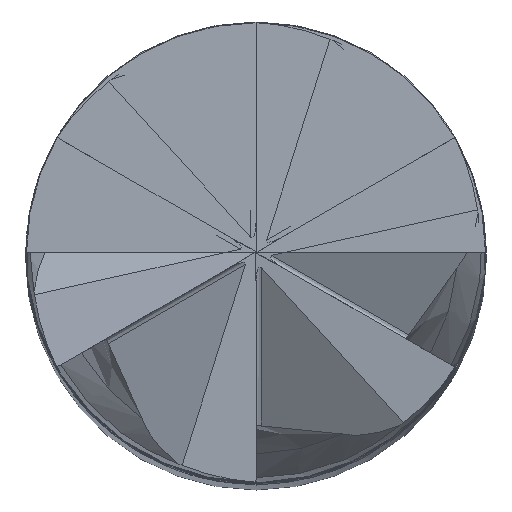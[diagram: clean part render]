
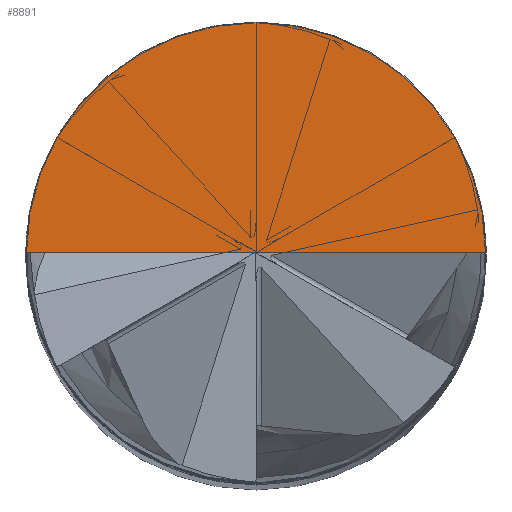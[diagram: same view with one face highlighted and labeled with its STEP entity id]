
A CAD part, top view. The second image highlights one B-rep face of the part: STEP entity #8891.
In plain terms, the highlighted planar face has unit normal (0, 0, 1).
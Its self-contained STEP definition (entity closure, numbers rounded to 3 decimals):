
#8817=DIRECTION('',(-1.,0.,0.));
#8818=VECTOR('',#8817,5.98);
#8819=CARTESIAN_POINT('',(2.99,0.,57.));
#8820=LINE('',#8819,#8818);
#8821=CARTESIAN_POINT('',(0.,0.,57.));
#8822=DIRECTION('',(0.,0.,1.));
#8823=DIRECTION('',(1.,0.,0.));
#8824=AXIS2_PLACEMENT_3D('',#8821,#8822,#8823);
#8864=CARTESIAN_POINT('',(2.99,0.,57.));
#8865=CARTESIAN_POINT('',(-2.99,0.,57.));
#8866=VERTEX_POINT('',#8864);
#8867=VERTEX_POINT('',#8865);
#8880=CARTESIAN_POINT('',(0.,0.,57.));
#8881=DIRECTION('',(0.,0.,1.));
#8882=DIRECTION('',(-1.,-0.023,0.));
#8883=AXIS2_PLACEMENT_3D('',#8880,#8881,#8882);
#8884=PLANE('',#8883);
#8886=ORIENTED_EDGE('',*,*,#8885,.T.);
#8888=ORIENTED_EDGE('',*,*,#8887,.F.);
#8889=EDGE_LOOP('',(#8886,#8888));
#8890=FACE_OUTER_BOUND('',#8889,.F.);
#8825=CIRCLE('',#8824,2.99);
#8885=EDGE_CURVE('',#8866,#8867,#8820,.T.);
#8887=EDGE_CURVE('',#8866,#8867,#8825,.T.);
#8891=ADVANCED_FACE('',(#8890),#8884,.T.);
